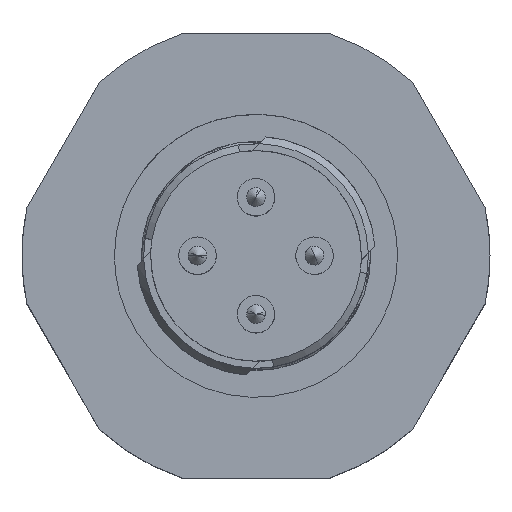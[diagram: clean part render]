
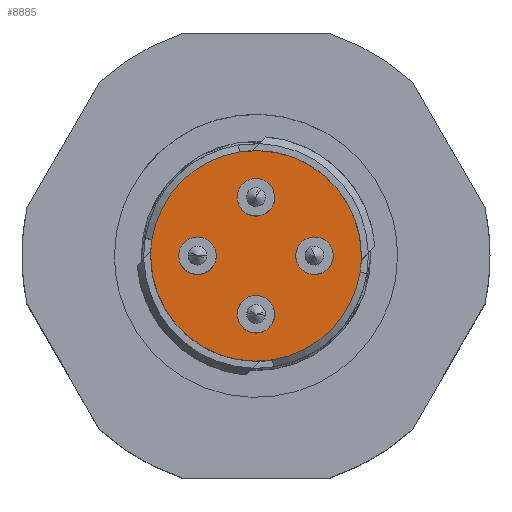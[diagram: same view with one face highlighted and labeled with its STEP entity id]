
A CAD part, top view. The second image highlights one B-rep face of the part: STEP entity #8885.
In plain terms, the highlighted planar face has unit normal (0, 0, 1).
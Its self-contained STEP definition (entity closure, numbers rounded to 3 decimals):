
#7899=AXIS2_PLACEMENT_3D('Circle Axis2P3D',#7897,#7898,$) ;
#8056=AXIS2_PLACEMENT_3D('Circle Axis2P3D',#8054,#8055,$) ;
#8110=AXIS2_PLACEMENT_3D('Circle Axis2P3D',#8108,#8109,$) ;
#8209=AXIS2_PLACEMENT_3D('Circle Axis2P3D',#8207,#8208,$) ;
#8279=AXIS2_PLACEMENT_3D('Circle Axis2P3D',#8277,#8278,$) ;
#8349=AXIS2_PLACEMENT_3D('Circle Axis2P3D',#8347,#8348,$) ;
#8835=AXIS2_PLACEMENT_3D('Plane Axis2P3D',#8832,#8833,#8834) ;
#8839=AXIS2_PLACEMENT_3D('Circle Axis2P3D',#8837,#8838,$) ;
#8846=AXIS2_PLACEMENT_3D('Circle Axis2P3D',#8844,#8845,$) ;
#8851=AXIS2_PLACEMENT_3D('Circle Axis2P3D',#8849,#8850,$) ;
#8858=AXIS2_PLACEMENT_3D('Circle Axis2P3D',#8856,#8857,$) ;
#7770=CARTESIAN_POINT('Vertex',(5.555,10.204,18.6)) ;
#7856=CARTESIAN_POINT('Vertex',(9.296,13.945,18.6)) ;
#7897=CARTESIAN_POINT('Axis2P3D Location',(10.,9.5,18.6)) ;
#7934=CARTESIAN_POINT('Vertex',(14.445,8.796,18.6)) ;
#8013=CARTESIAN_POINT('Vertex',(10.704,5.055,18.6)) ;
#8054=CARTESIAN_POINT('Axis2P3D Location',(10.,9.5,18.6)) ;
#8091=CARTESIAN_POINT('Vertex',(9.585,11.316,18.6)) ;
#8105=CARTESIAN_POINT('Vertex',(10.415,12.684,18.6)) ;
#8108=CARTESIAN_POINT('Axis2P3D Location',(10.,12.,18.6)) ;
#8132=CARTESIAN_POINT('Control Point',(9.585,11.316,18.6)) ;
#8133=CARTESIAN_POINT('Control Point',(9.8,11.186,18.6)) ;
#8134=CARTESIAN_POINT('Control Point',(10.066,11.14,18.6)) ;
#8135=CARTESIAN_POINT('Control Point',(10.339,11.207,18.6)) ;
#8136=CARTESIAN_POINT('Control Point',(10.768,11.534,18.6)) ;
#8137=CARTESIAN_POINT('Control Point',(10.86,12.066,18.6)) ;
#8138=CARTESIAN_POINT('Control Point',(10.793,12.339,18.6)) ;
#8139=CARTESIAN_POINT('Control Point',(10.63,12.554,18.6)) ;
#8140=CARTESIAN_POINT('Control Point',(10.415,12.684,18.6)) ;
#8161=CARTESIAN_POINT('Vertex',(8.3,9.5,18.6)) ;
#8175=CARTESIAN_POINT('Vertex',(6.7,9.5,18.6)) ;
#8179=CARTESIAN_POINT('Control Point',(6.7,9.5,18.6)) ;
#8180=CARTESIAN_POINT('Control Point',(6.7,9.249,18.6)) ;
#8181=CARTESIAN_POINT('Control Point',(6.799,8.997,18.6)) ;
#8182=CARTESIAN_POINT('Control Point',(6.997,8.799,18.6)) ;
#8183=CARTESIAN_POINT('Control Point',(7.5,8.601,18.6)) ;
#8184=CARTESIAN_POINT('Control Point',(8.003,8.799,18.6)) ;
#8185=CARTESIAN_POINT('Control Point',(8.201,8.997,18.6)) ;
#8186=CARTESIAN_POINT('Control Point',(8.3,9.249,18.6)) ;
#8187=CARTESIAN_POINT('Control Point',(8.3,9.5,18.6)) ;
#8207=CARTESIAN_POINT('Axis2P3D Location',(7.5,9.5,18.6)) ;
#8231=CARTESIAN_POINT('Vertex',(12.811,8.763,18.6)) ;
#8245=CARTESIAN_POINT('Vertex',(12.189,10.237,18.6)) ;
#8249=CARTESIAN_POINT('Control Point',(12.189,10.237,18.6)) ;
#8250=CARTESIAN_POINT('Control Point',(11.958,10.14,18.6)) ;
#8251=CARTESIAN_POINT('Control Point',(11.764,9.951,18.6)) ;
#8252=CARTESIAN_POINT('Control Point',(11.659,9.691,18.6)) ;
#8253=CARTESIAN_POINT('Control Point',(11.672,9.151,18.6)) ;
#8254=CARTESIAN_POINT('Control Point',(12.049,8.764,18.6)) ;
#8255=CARTESIAN_POINT('Control Point',(12.309,8.659,18.6)) ;
#8256=CARTESIAN_POINT('Control Point',(12.579,8.665,18.6)) ;
#8257=CARTESIAN_POINT('Control Point',(12.811,8.763,18.6)) ;
#8277=CARTESIAN_POINT('Axis2P3D Location',(12.5,9.5,18.6)) ;
#8301=CARTESIAN_POINT('Vertex',(9.207,7.107,18.6)) ;
#8315=CARTESIAN_POINT('Vertex',(10.793,6.893,18.6)) ;
#8319=CARTESIAN_POINT('Control Point',(10.793,6.893,18.6)) ;
#8320=CARTESIAN_POINT('Control Point',(10.827,7.142,18.6)) ;
#8321=CARTESIAN_POINT('Control Point',(10.762,7.404,18.6)) ;
#8322=CARTESIAN_POINT('Control Point',(10.592,7.627,18.6)) ;
#8323=CARTESIAN_POINT('Control Point',(10.121,7.891,18.6)) ;
#8324=CARTESIAN_POINT('Control Point',(9.596,7.762,18.6)) ;
#8325=CARTESIAN_POINT('Control Point',(9.373,7.592,18.6)) ;
#8326=CARTESIAN_POINT('Control Point',(9.241,7.356,18.6)) ;
#8327=CARTESIAN_POINT('Control Point',(9.207,7.107,18.6)) ;
#8347=CARTESIAN_POINT('Axis2P3D Location',(10.,7.,18.6)) ;
#8832=CARTESIAN_POINT('Axis2P3D Location',(11.697,11.197,18.6)) ;
#8837=CARTESIAN_POINT('Axis2P3D Location',(10.,9.5,18.6)) ;
#8841=CARTESIAN_POINT('Vertex',(14.5,9.5,18.6)) ;
#8844=CARTESIAN_POINT('Axis2P3D Location',(10.,9.5,18.6)) ;
#8849=CARTESIAN_POINT('Axis2P3D Location',(10.,9.5,18.6)) ;
#8853=CARTESIAN_POINT('Vertex',(5.5,9.5,18.6)) ;
#8856=CARTESIAN_POINT('Axis2P3D Location',(10.,9.5,18.6)) ;
#7898=DIRECTION('Axis2P3D Direction',(0.,0.,-1.)) ;
#8055=DIRECTION('Axis2P3D Direction',(0.,0.,-1.)) ;
#8109=DIRECTION('Axis2P3D Direction',(0.,0.,-1.)) ;
#8208=DIRECTION('Axis2P3D Direction',(0.,0.,-1.)) ;
#8278=DIRECTION('Axis2P3D Direction',(0.,0.,-1.)) ;
#8348=DIRECTION('Axis2P3D Direction',(0.,0.,-1.)) ;
#8833=DIRECTION('Axis2P3D Direction',(0.,0.,1.)) ;
#8834=DIRECTION('Axis2P3D XDirection',(0.707,-0.707,0.)) ;
#8838=DIRECTION('Axis2P3D Direction',(0.,0.,1.)) ;
#8845=DIRECTION('Axis2P3D Direction',(0.,0.,1.)) ;
#8850=DIRECTION('Axis2P3D Direction',(0.,0.,1.)) ;
#8857=DIRECTION('Axis2P3D Direction',(0.,0.,1.)) ;
#8862=ORIENTED_EDGE('',*,*,#8843,.T.) ;
#8863=ORIENTED_EDGE('',*,*,#8848,.T.) ;
#8864=ORIENTED_EDGE('',*,*,#7901,.F.) ;
#8865=ORIENTED_EDGE('',*,*,#8855,.T.) ;
#8866=ORIENTED_EDGE('',*,*,#8860,.T.) ;
#8867=ORIENTED_EDGE('',*,*,#8058,.F.) ;
#8870=ORIENTED_EDGE('',*,*,#8112,.F.) ;
#8871=ORIENTED_EDGE('',*,*,#8141,.F.) ;
#8874=ORIENTED_EDGE('',*,*,#8188,.F.) ;
#8875=ORIENTED_EDGE('',*,*,#8211,.F.) ;
#8878=ORIENTED_EDGE('',*,*,#8258,.F.) ;
#8879=ORIENTED_EDGE('',*,*,#8281,.F.) ;
#8882=ORIENTED_EDGE('',*,*,#8328,.F.) ;
#8883=ORIENTED_EDGE('',*,*,#8351,.F.) ;
#8872=FACE_BOUND('',#8869,.T.) ;
#8876=FACE_BOUND('',#8873,.T.) ;
#8880=FACE_BOUND('',#8877,.T.) ;
#8884=FACE_BOUND('',#8881,.T.) ;
#8885=ADVANCED_FACE('V1',(#8868,#8872,#8876,#8880,#8884),#8836,.T.) ;
#8131=B_SPLINE_CURVE_WITH_KNOTS('',5,(#8132,#8133,#8134,#8135,#8136,#8137,#8138,#8139,#8140),.UNSPECIFIED.,.F.,.U.,(6,3,6),(-1.257,0.,1.257),.UNSPECIFIED.) ;
#8178=B_SPLINE_CURVE_WITH_KNOTS('',5,(#8179,#8180,#8181,#8182,#8183,#8184,#8185,#8186,#8187),.UNSPECIFIED.,.F.,.U.,(6,3,6),(-1.257,0.,1.257),.UNSPECIFIED.) ;
#8248=B_SPLINE_CURVE_WITH_KNOTS('',5,(#8249,#8250,#8251,#8252,#8253,#8254,#8255,#8256,#8257),.UNSPECIFIED.,.F.,.U.,(6,3,6),(-1.257,0.,1.257),.UNSPECIFIED.) ;
#8318=B_SPLINE_CURVE_WITH_KNOTS('',5,(#8319,#8320,#8321,#8322,#8323,#8324,#8325,#8326,#8327),.UNSPECIFIED.,.F.,.U.,(6,3,6),(-1.257,0.,1.257),.UNSPECIFIED.) ;
#7900=CIRCLE('generated circle',#7899,4.5) ;
#8057=CIRCLE('generated circle',#8056,4.5) ;
#8111=CIRCLE('generated circle',#8110,0.8) ;
#8210=CIRCLE('generated circle',#8209,0.8) ;
#8280=CIRCLE('generated circle',#8279,0.8) ;
#8350=CIRCLE('generated circle',#8349,0.8) ;
#8840=CIRCLE('generated circle',#8839,4.5) ;
#8847=CIRCLE('generated circle',#8846,4.5) ;
#8852=CIRCLE('generated circle',#8851,4.5) ;
#8859=CIRCLE('generated circle',#8858,4.5) ;
#7901=EDGE_CURVE('',#7771,#7857,#7900,.T.) ;
#8058=EDGE_CURVE('',#7935,#8014,#8057,.T.) ;
#8112=EDGE_CURVE('',#8106,#8092,#8111,.F.) ;
#8141=EDGE_CURVE('',#8092,#8106,#8131,.T.) ;
#8188=EDGE_CURVE('',#8176,#8162,#8178,.T.) ;
#8211=EDGE_CURVE('',#8162,#8176,#8210,.F.) ;
#8258=EDGE_CURVE('',#8246,#8232,#8248,.T.) ;
#8281=EDGE_CURVE('',#8232,#8246,#8280,.F.) ;
#8328=EDGE_CURVE('',#8316,#8302,#8318,.T.) ;
#8351=EDGE_CURVE('',#8302,#8316,#8350,.F.) ;
#8843=EDGE_CURVE('',#7935,#8842,#8840,.T.) ;
#8848=EDGE_CURVE('',#8842,#7857,#8847,.T.) ;
#8855=EDGE_CURVE('',#7771,#8854,#8852,.T.) ;
#8860=EDGE_CURVE('',#8854,#8014,#8859,.T.) ;
#8861=EDGE_LOOP('',(#8862,#8863,#8864,#8865,#8866,#8867)) ;
#8869=EDGE_LOOP('',(#8870,#8871)) ;
#8873=EDGE_LOOP('',(#8874,#8875)) ;
#8877=EDGE_LOOP('',(#8878,#8879)) ;
#8881=EDGE_LOOP('',(#8882,#8883)) ;
#8868=FACE_OUTER_BOUND('',#8861,.T.) ;
#8836=PLANE('',#8835) ;
#7771=VERTEX_POINT('',#7770) ;
#7857=VERTEX_POINT('',#7856) ;
#7935=VERTEX_POINT('',#7934) ;
#8014=VERTEX_POINT('',#8013) ;
#8092=VERTEX_POINT('',#8091) ;
#8106=VERTEX_POINT('',#8105) ;
#8162=VERTEX_POINT('',#8161) ;
#8176=VERTEX_POINT('',#8175) ;
#8232=VERTEX_POINT('',#8231) ;
#8246=VERTEX_POINT('',#8245) ;
#8302=VERTEX_POINT('',#8301) ;
#8316=VERTEX_POINT('',#8315) ;
#8842=VERTEX_POINT('',#8841) ;
#8854=VERTEX_POINT('',#8853) ;
